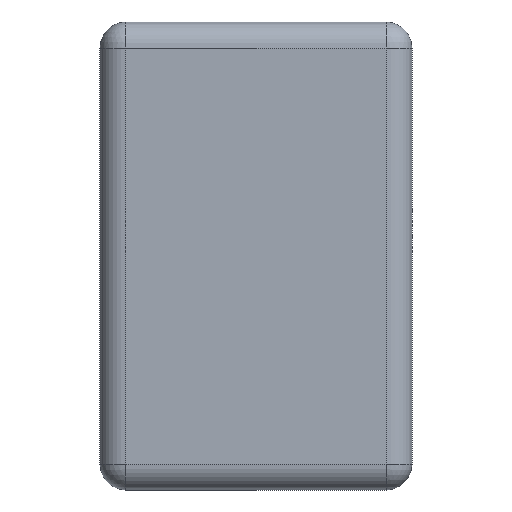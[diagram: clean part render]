
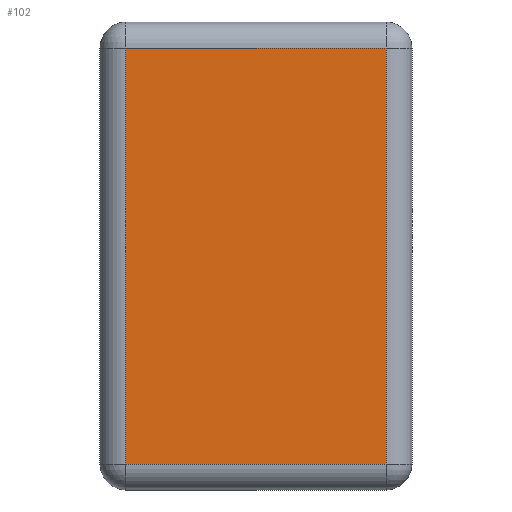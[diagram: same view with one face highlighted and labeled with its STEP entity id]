
A CAD part, left-side view. The second image highlights one B-rep face of the part: STEP entity #102.
In plain terms, the highlighted planar face has unit normal (-1, 0, 0).
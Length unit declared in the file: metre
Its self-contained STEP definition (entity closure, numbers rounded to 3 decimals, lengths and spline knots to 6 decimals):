
#102 = ADVANCED_FACE( '', ( #230 ), #231, .F. );
#230 = FACE_OUTER_BOUND( '', #385, .T. );
#231 = PLANE( '', #386 );
#385 = EDGE_LOOP( '', ( #577, #578, #579, #580 ) );
#386 = AXIS2_PLACEMENT_3D( '', #581, #582, #583 );
#577 = ORIENTED_EDGE( '', *, *, #915, .T. );
#578 = ORIENTED_EDGE( '', *, *, #916, .T. );
#579 = ORIENTED_EDGE( '', *, *, #872, .T. );
#580 = ORIENTED_EDGE( '', *, *, #917, .T. );
#581 = CARTESIAN_POINT( '', ( -0.0003, -0.00015, 0.000225 ) );
#582 = DIRECTION( '', ( 1., 0., 0. ) );
#583 = DIRECTION( '', ( 0., 0., -1. ) );
#872 = EDGE_CURVE( '', #1019, #1017, #1020, .F. );
#915 = EDGE_CURVE( '', #1087, #1009, #1088, .T. );
#916 = EDGE_CURVE( '', #1009, #1019, #1089, .T. );
#917 = EDGE_CURVE( '', #1017, #1087, #1090, .F. );
#1009 = VERTEX_POINT( '', #1207 );
#1017 = VERTEX_POINT( '', #1215 );
#1019 = VERTEX_POINT( '', #1217 );
#1020 = LINE( '', #1218, #1219 );
#1087 = VERTEX_POINT( '', #1309 );
#1088 = LINE( '', #1310, #1311 );
#1089 = LINE( '', #1312, #1313 );
#1090 = LINE( '', #1314, #1315 );
#1207 = CARTESIAN_POINT( '', ( -0.0003, 0.000125, 0.000425 ) );
#1215 = CARTESIAN_POINT( '', ( -0.0003, -0.000125, 0.000025 ) );
#1217 = CARTESIAN_POINT( '', ( -0.0003, 0.000125, 0.000025 ) );
#1218 = CARTESIAN_POINT( '', ( -0.0003, -0.00015, 0.000025 ) );
#1219 = VECTOR( '', #1472, 1. );
#1309 = CARTESIAN_POINT( '', ( -0.0003, -0.000125, 0.000425 ) );
#1310 = CARTESIAN_POINT( '', ( -0.0003, -0.00015, 0.000425 ) );
#1311 = VECTOR( '', #1523, 1. );
#1312 = CARTESIAN_POINT( '', ( -0.0003, 0.000125, 0.000225 ) );
#1313 = VECTOR( '', #1524, 1. );
#1314 = CARTESIAN_POINT( '', ( -0.0003, -0.000125, 0.00045 ) );
#1315 = VECTOR( '', #1525, 1. );
#1472 = DIRECTION( '', ( 0., 1., 0. ) );
#1523 = DIRECTION( '', ( 0., 1., 0. ) );
#1524 = DIRECTION( '', ( 0., 0., -1. ) );
#1525 = DIRECTION( '', ( 0., 0., -1. ) );
